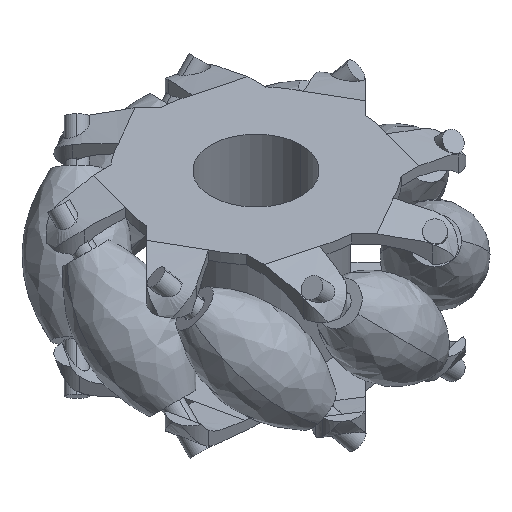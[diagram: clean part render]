
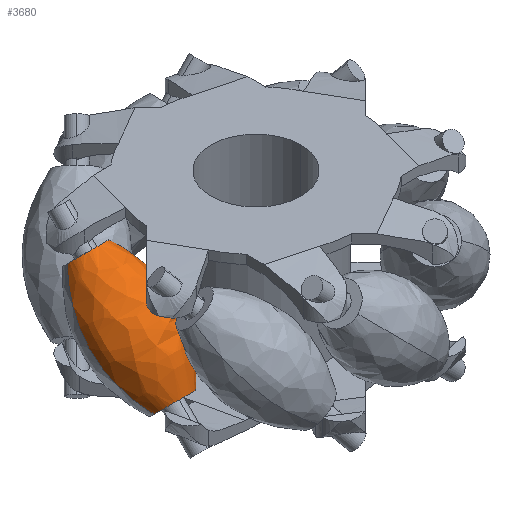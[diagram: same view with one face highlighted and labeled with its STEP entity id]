
A CAD part, isometric view. The second image highlights one B-rep face of the part: STEP entity #3680.
In plain terms, the highlighted free-form (B-spline) face has degree [2, 3] with [3, 4] control points.
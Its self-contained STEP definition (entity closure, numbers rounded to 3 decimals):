
#317 = CARTESIAN_POINT ( 'NONE',  ( 13.2, 0., 0. ) ) ;
#407 = EDGE_CURVE ( 'NONE', #7924, #8222, #3725, .T. ) ;
#780 = B_SPLINE_CURVE_WITH_KNOTS ( 'NONE', 2,
 ( #1090, #3204, #7404 ),
 .UNSPECIFIED., .F., .F.,
 ( 3, 3 ),
 ( 0., 1. ),
 .UNSPECIFIED. ) ;
#1013 = CARTESIAN_POINT ( 'NONE',  ( 4.2, 13.75, 0. ) ) ;
#1089 = DIRECTION ( 'NONE',  ( 0., 0., 1. ) ) ;
#1090 = CARTESIAN_POINT ( 'NONE',  ( -4.2, -13.75, 0. ) ) ;
#1291 = ORIENTED_EDGE ( 'NONE', *, *, #407, .T. ) ;
#1420 = CIRCLE ( 'NONE', #7934, 4.2 ) ;
#1784 = CARTESIAN_POINT ( 'NONE',  ( 4.2, 13.75, 0. ) ) ;
#2477 = DIRECTION ( 'NONE',  ( 0., 1., 0. ) ) ;
#2532 = CARTESIAN_POINT ( 'NONE',  ( 0., 13.75, 0. ) ) ;
#2979 = CARTESIAN_POINT ( 'NONE',  ( -4.2, -13.75, 8.4 ) ) ;
#3031 = CARTESIAN_POINT ( 'NONE',  ( -13.2, 0., 26.4 ) ) ;
#3204 = CARTESIAN_POINT ( 'NONE',  ( -13.2, 0., 0. ) ) ;
#3306 = ORIENTED_EDGE ( 'NONE', *, *, #6785, .F. ) ;
#3680 = ADVANCED_FACE ( 'NONE', ( #8167 ), #8782, .F. ) ;
#3701 = CARTESIAN_POINT ( 'NONE',  ( 13.2, 0., 26.4 ) ) ;
#3725 = CIRCLE ( 'NONE', #6778, 4.2 ) ;
#4424 = CARTESIAN_POINT ( 'NONE',  ( -4.2, 13.75, 8.4 ) ) ;
#4454 = CARTESIAN_POINT ( 'NONE',  ( 4.2, -13.75, 8.4 ) ) ;
#4463 = EDGE_CURVE ( 'NONE', #4810, #5329, #1420, .T. ) ;
#4716 = CARTESIAN_POINT ( 'NONE',  ( -4.2, 13.75, 0. ) ) ;
#4774 = CARTESIAN_POINT ( 'NONE',  ( 13.2, 0., 0. ) ) ;
#4810 = VERTEX_POINT ( 'NONE', #4716 ) ;
#4891 = B_SPLINE_CURVE_WITH_KNOTS ( 'NONE', 2,
 ( #5490, #4774, #8199 ),
 .UNSPECIFIED., .F., .F.,
 ( 3, 3 ),
 ( 0., 1. ),
 .UNSPECIFIED. ) ;
#4937 = CARTESIAN_POINT ( 'NONE',  ( -4.2, -13.75, 0. ) ) ;
#5001 = DIRECTION ( 'NONE',  ( 0., 1., 0. ) ) ;
#5329 = VERTEX_POINT ( 'NONE', #1784 ) ;
#5490 = CARTESIAN_POINT ( 'NONE',  ( 4.2, -13.75, 0. ) ) ;
#5623 = EDGE_LOOP ( 'NONE', ( #3306, #1291, #8041, #7516 ) ) ;
#5795 = CARTESIAN_POINT ( 'NONE',  ( 4.2, 13.75, 8.4 ) ) ;
#6433 = CARTESIAN_POINT ( 'NONE',  ( 4.2, -13.75, 0. ) ) ;
#6515 = CARTESIAN_POINT ( 'NONE',  ( -4.2, 13.75, 0. ) ) ;
#6586 = CARTESIAN_POINT ( 'NONE',  ( 0., -13.75, 0. ) ) ;
#6707 = CARTESIAN_POINT ( 'NONE',  ( 4.2, -13.75, 0. ) ) ;
#6778 = AXIS2_PLACEMENT_3D ( 'NONE', #6586, #2477, #1089 ) ;
#6785 = EDGE_CURVE ( 'NONE', #7924, #4810, #780, .T. ) ;
#7404 = CARTESIAN_POINT ( 'NONE',  ( -4.2, 13.75, 0. ) ) ;
#7516 = ORIENTED_EDGE ( 'NONE', *, *, #4463, .F. ) ;
#7657 = DIRECTION ( 'NONE',  ( 0., 0., 1. ) ) ;
#7782 = CARTESIAN_POINT ( 'NONE',  ( -13.2, 0., 0. ) ) ;
#7924 = VERTEX_POINT ( 'NONE', #4937 ) ;
#7934 = AXIS2_PLACEMENT_3D ( 'NONE', #2532, #5001, #7657 ) ;
#8041 = ORIENTED_EDGE ( 'NONE', *, *, #8297, .T. ) ;
#8167 = FACE_OUTER_BOUND ( 'NONE', #5623, .T. ) ;
#8199 = CARTESIAN_POINT ( 'NONE',  ( 4.2, 13.75, 0. ) ) ;
#8222 = VERTEX_POINT ( 'NONE', #6707 ) ;
#8297 = EDGE_CURVE ( 'NONE', #8222, #5329, #4891, .T. ) ;
#8513 = CARTESIAN_POINT ( 'NONE',  ( -4.2, -13.75, 0. ) ) ;
#8782 =( BOUNDED_SURFACE ( )  B_SPLINE_SURFACE ( 2, 3, ( 
 ( #8513, #2979, #4454, #6433 ),
 ( #7782, #3031, #3701, #317 ),
 ( #6515, #4424, #5795, #1013 ) ),
 .UNSPECIFIED., .F., .F., .T. ) 
 B_SPLINE_SURFACE_WITH_KNOTS ( ( 3, 3 ),
 ( 4, 4 ),
 ( 0., 1. ),
 ( 0., 1. ),
 .UNSPECIFIED. ) 
 GEOMETRIC_REPRESENTATION_ITEM ( )  RATIONAL_B_SPLINE_SURFACE ( (
 ( 1., 0.333, 0.333, 1.),
 ( 1., 0.333, 0.333, 1.),
 ( 1., 0.333, 0.333, 1.) ) ) 
 REPRESENTATION_ITEM ( '' )  SURFACE ( )  );
